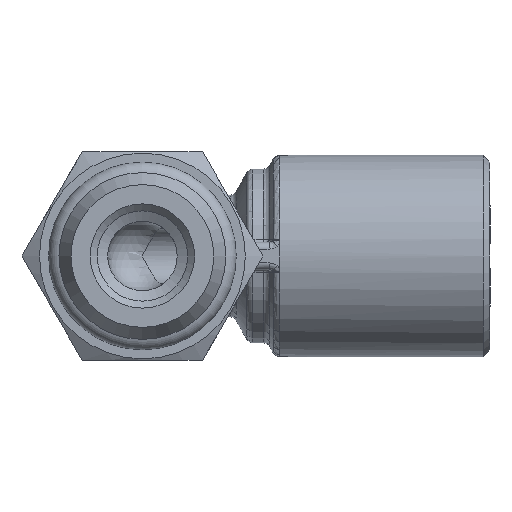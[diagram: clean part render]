
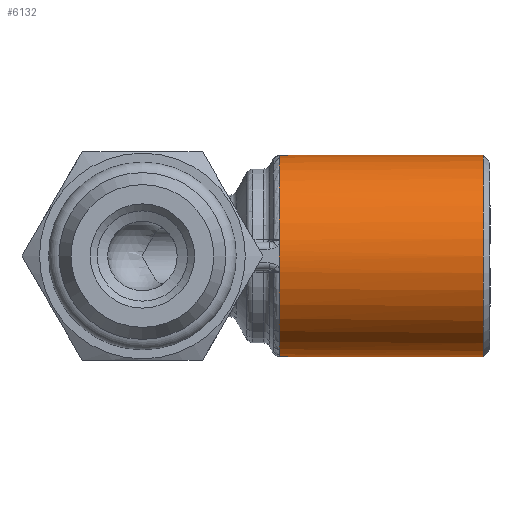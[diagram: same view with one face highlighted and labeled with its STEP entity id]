
A CAD part, front view. The second image highlights one B-rep face of the part: STEP entity #6132.
In plain terms, the highlighted cylindrical face has radius 7.25 mm (diameter 14.5 mm), a full revolution.
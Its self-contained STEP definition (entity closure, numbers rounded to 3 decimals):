
#84=CYLINDRICAL_SURFACE('',#6388,7.25);
#146=CIRCLE('',#6298,7.25);
#147=CIRCLE('',#6300,7.25);
#185=CIRCLE('',#6389,7.25);
#186=CIRCLE('',#6390,7.25);
#2032=ORIENTED_EDGE('',*,*,#2746,.T.);
#2033=ORIENTED_EDGE('',*,*,#2620,.T.);
#2034=ORIENTED_EDGE('',*,*,#2619,.T.);
#2035=ORIENTED_EDGE('',*,*,#2747,.F.);
#2619=EDGE_CURVE('',#3088,#3032,#146,.T.);
#2620=EDGE_CURVE('',#3061,#3088,#147,.T.);
#2746=EDGE_CURVE('',#3032,#3061,#185,.T.);
#2747=EDGE_CURVE('',#3172,#3172,#186,.T.);
#3032=VERTEX_POINT('',#12336);
#3061=VERTEX_POINT('',#12630);
#3088=VERTEX_POINT('',#12907);
#3172=VERTEX_POINT('',#13511);
#3670=EDGE_LOOP('',(#2032,#2033,#2034));
#3671=EDGE_LOOP('',(#2035));
#3972=FACE_BOUND('',#3670,.T.);
#3973=FACE_BOUND('',#3671,.T.);
#6132=ADVANCED_FACE('',(#3972,#3973),#84,.T.);
#6298=AXIS2_PLACEMENT_3D('',#12910,#6947,#6948);
#6300=AXIS2_PLACEMENT_3D('',#12912,#6951,#6952);
#6388=AXIS2_PLACEMENT_3D('',#13508,#7177,#7178);
#6389=AXIS2_PLACEMENT_3D('',#13509,#7179,#7180);
#6390=AXIS2_PLACEMENT_3D('',#13510,#7181,#7182);
#6947=DIRECTION('',(1.,0.,0.));
#6948=DIRECTION('',(0.,1.,0.));
#6951=DIRECTION('',(1.,0.,0.));
#6952=DIRECTION('',(0.,1.,0.));
#7177=DIRECTION('',(-1.,0.,0.));
#7178=DIRECTION('',(0.,-1.,0.));
#7179=DIRECTION('',(1.,0.,0.));
#7180=DIRECTION('',(0.,1.,0.));
#7181=DIRECTION('',(1.,0.,0.));
#7182=DIRECTION('',(0.,0.,1.));
#12336=CARTESIAN_POINT('',(9.855,-7.155,-1.168));
#12630=CARTESIAN_POINT('',(9.855,-7.155,1.168));
#12907=CARTESIAN_POINT('',(9.855,-7.25,0.));
#12910=CARTESIAN_POINT('',(9.855,0.,0.));
#12912=CARTESIAN_POINT('',(9.855,0.,0.));
#13508=CARTESIAN_POINT('',(10.,0.,0.));
#13509=CARTESIAN_POINT('',(9.855,0.,0.));
#13510=CARTESIAN_POINT('',(24.5,0.,0.));
#13511=CARTESIAN_POINT('',(24.5,0.,7.25));
